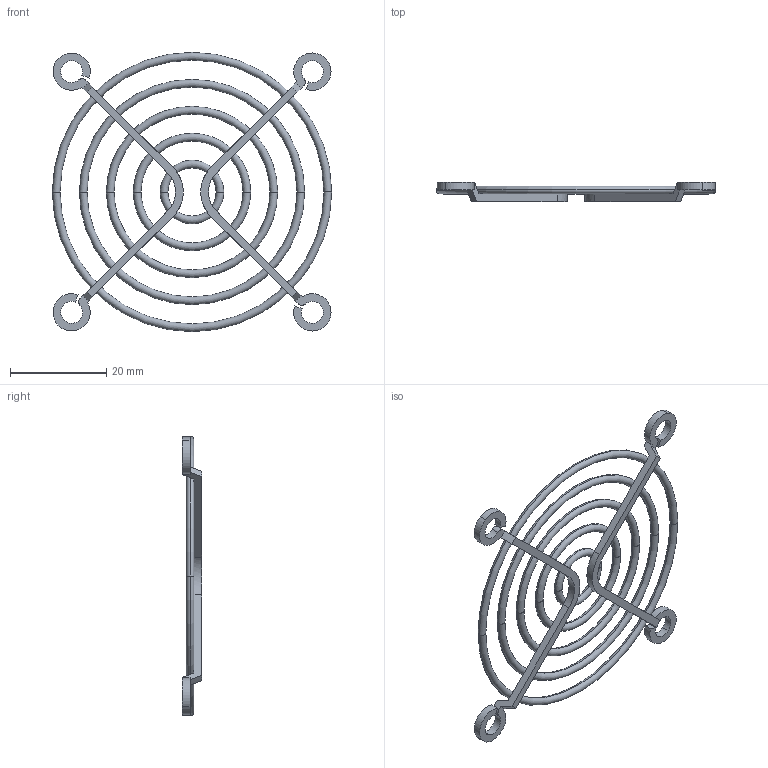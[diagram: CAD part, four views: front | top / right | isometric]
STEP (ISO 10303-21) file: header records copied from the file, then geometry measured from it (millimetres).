
FILE_DESCRIPTION(('starvars output'),'2;1');
FILE_NAME('f60ul.stp','16:15:10 2014/09/16',( 'Thomas Industrial Network Germany GmbH'),( 'Thomas Industrial Network Germany GmbH'),'unknown preprocess','ACIS' ,'unknown authorization');
FILE_SCHEMA(('AUTOMOTIVE_DESIGN_CC2 {UNKNOWN IMPLEMENTATION LEVEL}'));
Length unit declared in the file: millimetre
Products named in the file (1): PRODUCT_ID_23
Bounding box: 58 x 4 x 58 mm (x, y, z)
Volume: 1581.2 mm3; surface area: 3970.9 mm2
Topology: 7 solids, 7 shells, 97 faces, 259 edges, 166 vertices
Faces by surface type: plane 45, cylinder 24, torus 20, cone 8
Entity records: 3621 total; most frequent: ORIENTED_EDGE 558, CARTESIAN_POINT 483, DIRECTION 379, EDGE_CURVE 279, VERTEX_POINT 206, AXIS2_PLACEMENT_3D 150, EDGE_LOOP 117, FACE_BOUND 117
